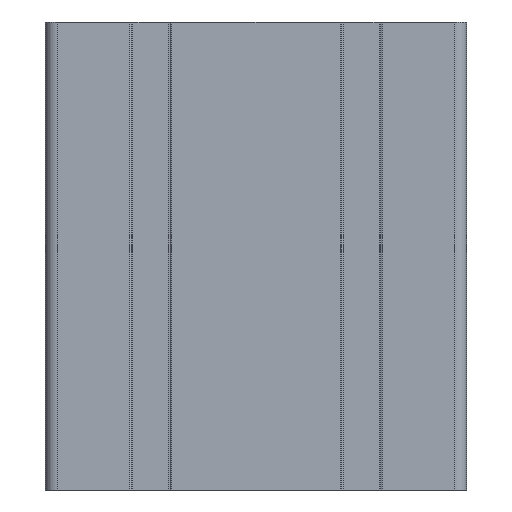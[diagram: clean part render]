
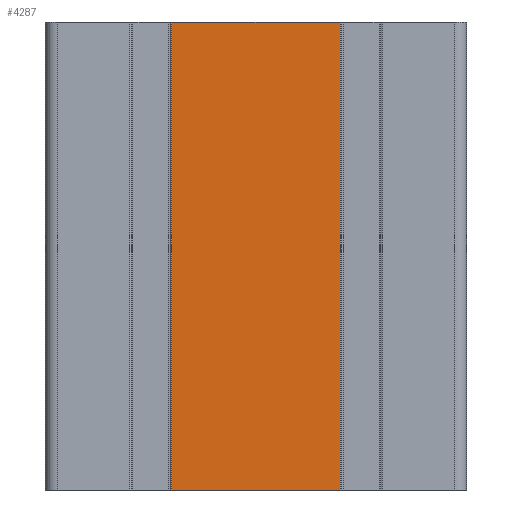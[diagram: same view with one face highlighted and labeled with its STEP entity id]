
A CAD part, left-side view. The second image highlights one B-rep face of the part: STEP entity #4287.
In plain terms, the highlighted planar face has unit normal (-1, 0, 0).
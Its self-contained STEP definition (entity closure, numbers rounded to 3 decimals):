
#539=FACE_OUTER_BOUND('',#757,.T.);
#757=EDGE_LOOP('',(#3507,#3508,#3509,#3510));
#1022=LINE('',#6670,#1454);
#1055=LINE('',#6768,#1487);
#1203=LINE('',#7205,#1635);
#1204=LINE('',#7206,#1636);
#1454=VECTOR('',#5394,100.);
#1487=VECTOR('',#5489,100.);
#1635=VECTOR('',#5923,36.1);
#1636=VECTOR('',#5924,36.1);
#1885=VERTEX_POINT('',#6666);
#1886=VERTEX_POINT('',#6668);
#1919=VERTEX_POINT('',#6765);
#1920=VERTEX_POINT('',#6767);
#2418=EDGE_CURVE('',#1885,#1886,#1022,.T.);
#2466=EDGE_CURVE('',#1919,#1920,#1055,.T.);
#2683=EDGE_CURVE('',#1920,#1886,#1203,.T.);
#2684=EDGE_CURVE('',#1919,#1885,#1204,.T.);
#3507=ORIENTED_EDGE('',*,*,#2418,.T.);
#3508=ORIENTED_EDGE('',*,*,#2683,.F.);
#3509=ORIENTED_EDGE('',*,*,#2466,.F.);
#3510=ORIENTED_EDGE('',*,*,#2684,.T.);
#4077=PLANE('',#4695);
#4287=ADVANCED_FACE('',(#539),#4077,.T.);
#4695=AXIS2_PLACEMENT_3D('',#7204,#5921,#5922);
#5394=DIRECTION('',(0.,0.,-1.));
#5489=DIRECTION('',(0.,0.,-1.));
#5921=DIRECTION('center_axis',(-1.,0.,0.));
#5922=DIRECTION('ref_axis',(0.,-1.,0.));
#5923=DIRECTION('',(0.,1.,0.));
#5924=DIRECTION('',(0.,1.,0.));
#6666=CARTESIAN_POINT('',(-45.,18.05,100.));
#6668=CARTESIAN_POINT('',(-45.,18.05,0.));
#6670=CARTESIAN_POINT('',(-45.,18.05,0.));
#6765=CARTESIAN_POINT('',(-45.,-18.05,100.));
#6767=CARTESIAN_POINT('',(-45.,-18.05,0.));
#6768=CARTESIAN_POINT('',(-45.,-18.05,0.));
#7204=CARTESIAN_POINT('Origin',(-45.,42.5,0.));
#7205=CARTESIAN_POINT('',(-45.,21.25,0.));
#7206=CARTESIAN_POINT('',(-45.,21.25,100.));
